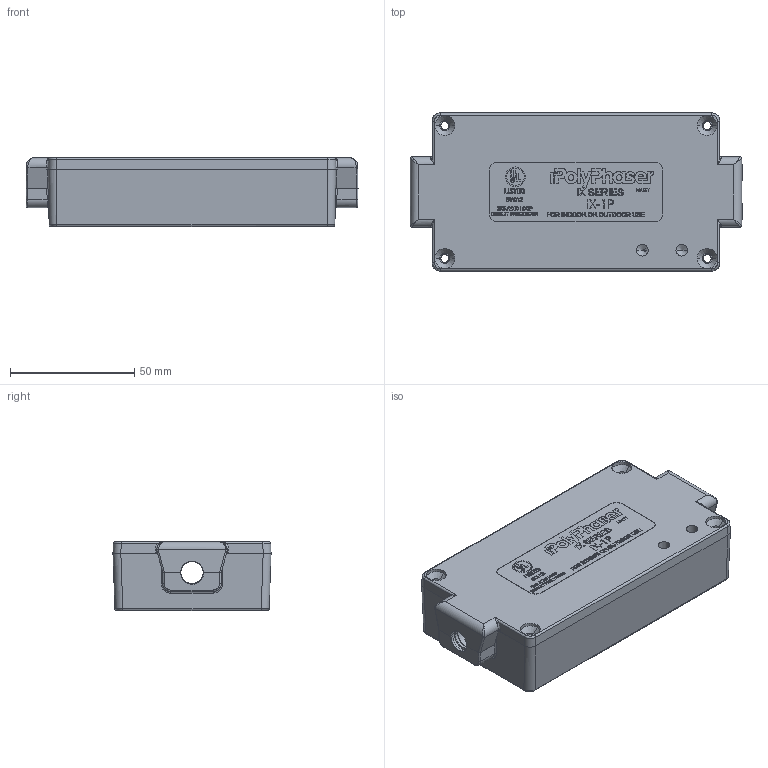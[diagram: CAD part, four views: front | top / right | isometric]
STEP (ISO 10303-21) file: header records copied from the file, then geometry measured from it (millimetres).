
FILE_DESCRIPTION (( 'STEP AP214' ), '1' );
FILE_NAME ('IX-1P.STEP', '2019-07-30T15:18:48', ( '' ), ( '' ), 'SwSTEP 2.0', 'SolidWorks 2019', '' );
FILE_SCHEMA (( 'AUTOMOTIVE_DESIGN' ));
Length unit declared in the file: inch
Products named in the file (14): 7040-0109; 5331-0013; 5331-0012; 7020-3099; 9500-0041; 7020-3028; IX-1P; 5331-0013-01; 5331-0012-01
Assembly tree (8 placements, depth 4):
  7040-0109
  5331-0013
  5331-0012
  7020-3028
  IX-1P
    5331-0012-01
      5331-0012
    9500-0041
      5331-0013-01
        5331-0013
      7040-0109
    7020-3028
    7020-3099
Bounding box: 133.35 x 63.5 x 27.75 mm (x, y, z)
Volume: 85011.3 mm3; surface area: 65111.3 mm2
Topology: 5 solids, 5 shells, 4666 faces, 12483 edges, 8193 vertices
Faces by surface type: plane 3040, bspline 1178, cylinder 408, cone 40
Entity records: 249859 total; most frequent: CARTESIAN_POINT 98475, ORIENTED_EDGE 24890, DIRECTION 17738, EDGE_CURVE 12445, VECTOR 9270, LINE 9270, VERTEX_POINT 8193, EDGE_LOOP 5092
